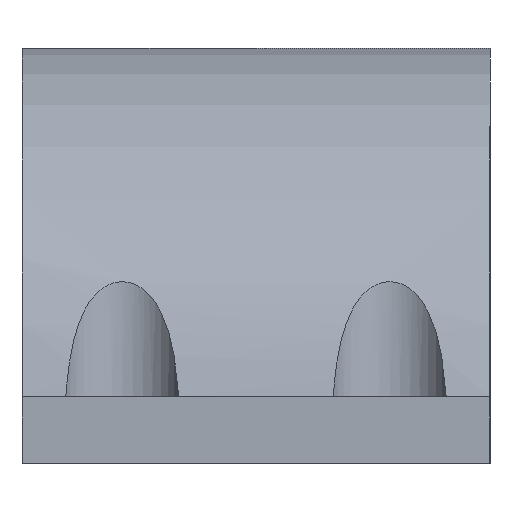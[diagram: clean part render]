
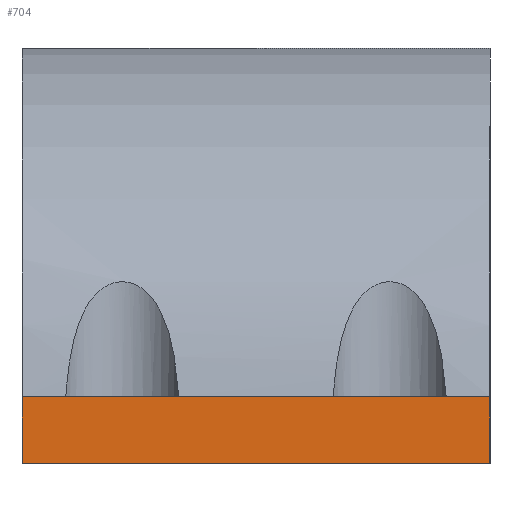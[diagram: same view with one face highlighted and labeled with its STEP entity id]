
A CAD part, left-side view. The second image highlights one B-rep face of the part: STEP entity #704.
In plain terms, the highlighted planar face has unit normal (-1, 0, 0).
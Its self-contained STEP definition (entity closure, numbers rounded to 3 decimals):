
#126 = VERTEX_POINT('',#127);
#127 = CARTESIAN_POINT('',(-38.032,0.,1.));
#133 = EDGE_CURVE('',#126,#134,#136,.T.);
#134 = VERTEX_POINT('',#135);
#135 = CARTESIAN_POINT('',(-38.032,0.,6.));
#136 = LINE('',#137,#138);
#137 = CARTESIAN_POINT('',(-38.032,0.,1.));
#138 = VECTOR('',#139,1.);
#139 = DIRECTION('',(0.,0.,1.));
#184 = VERTEX_POINT('',#185);
#185 = CARTESIAN_POINT('',(-38.032,-35.,1.));
#191 = EDGE_CURVE('',#184,#192,#194,.T.);
#192 = VERTEX_POINT('',#193);
#193 = CARTESIAN_POINT('',(-38.032,-35.,6.));
#194 = LINE('',#195,#196);
#195 = CARTESIAN_POINT('',(-38.032,-35.,1.));
#196 = VECTOR('',#197,1.);
#197 = DIRECTION('',(0.,0.,1.));
#671 = EDGE_CURVE('',#126,#184,#672,.T.);
#672 = LINE('',#673,#674);
#673 = CARTESIAN_POINT('',(-38.032,0.,1.));
#674 = VECTOR('',#675,1.);
#675 = DIRECTION('',(0.,-1.,0.));
#704 = ADVANCED_FACE('',(#705),#716,.T.);
#705 = FACE_BOUND('',#706,.T.);
#706 = EDGE_LOOP('',(#707,#708,#709,#715));
#707 = ORIENTED_EDGE('',*,*,#671,.T.);
#708 = ORIENTED_EDGE('',*,*,#191,.T.);
#709 = ORIENTED_EDGE('',*,*,#710,.F.);
#710 = EDGE_CURVE('',#134,#192,#711,.T.);
#711 = LINE('',#712,#713);
#712 = CARTESIAN_POINT('',(-38.032,0.,6.));
#713 = VECTOR('',#714,1.);
#714 = DIRECTION('',(0.,-1.,0.));
#715 = ORIENTED_EDGE('',*,*,#133,.F.);
#716 = PLANE('',#717);
#717 = AXIS2_PLACEMENT_3D('',#718,#719,#720);
#718 = CARTESIAN_POINT('',(-38.032,0.,1.));
#719 = DIRECTION('',(-1.,0.,0.));
#720 = DIRECTION('',(0.,0.,1.));
